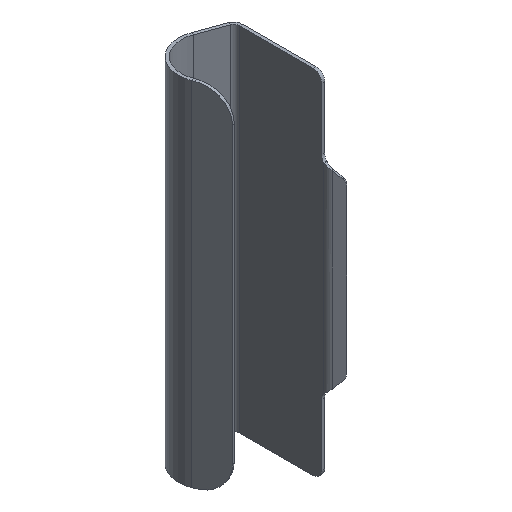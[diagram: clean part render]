
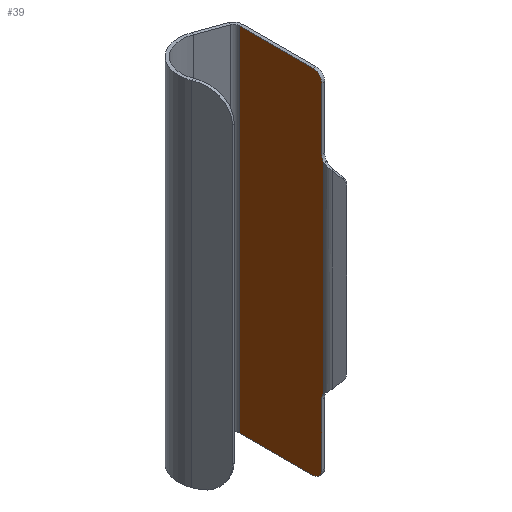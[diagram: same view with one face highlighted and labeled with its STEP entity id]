
A CAD part, isometric view. The second image highlights one B-rep face of the part: STEP entity #39.
In plain terms, the highlighted planar face has unit normal (-1, 0, 0).
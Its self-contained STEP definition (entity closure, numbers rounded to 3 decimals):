
#39 = ADVANCED_FACE ( 'NONE', ( #953 ), #1093, .F. ) ;
#148 = CARTESIAN_POINT ( 'NONE',  ( -0.5, 14.719, 0. ) ) ;
#165 = CARTESIAN_POINT ( 'NONE',  ( -0.5, 0.765, 58.5 ) ) ;
#176 = CARTESIAN_POINT ( 'NONE',  ( -0.5, 0.765, 1.5 ) ) ;
#181 = CARTESIAN_POINT ( 'NONE',  ( -0.5, 0.765, 12. ) ) ;
#191 = CARTESIAN_POINT ( 'NONE',  ( -0.5, 14.719, 60. ) ) ;
#193 = CARTESIAN_POINT ( 'NONE',  ( -0.5, 0.765, 48. ) ) ;
#200 = CARTESIAN_POINT ( 'NONE',  ( -0.5, 2.265, 60. ) ) ;
#201 = CARTESIAN_POINT ( 'NONE',  ( -0.5, 0.414, 47.036 ) ) ;
#207 = CARTESIAN_POINT ( 'NONE',  ( -0.5, 2.265, 0. ) ) ;
#213 = CARTESIAN_POINT ( 'NONE',  ( -0.5, 0.414, 12.964 ) ) ;
#254 = AXIS2_PLACEMENT_3D ( 'NONE', #1088, #1090, #1091 ) ;
#267 = AXIS2_PLACEMENT_3D ( 'NONE', #1182, #1238, #1181 ) ;
#268 = AXIS2_PLACEMENT_3D ( 'NONE', #1178, #1240, #1242 ) ;
#272 = AXIS2_PLACEMENT_3D ( 'NONE', #1266, #1263, #1250 ) ;
#273 = AXIS2_PLACEMENT_3D ( 'NONE', #1259, #1256, #1248 ) ;
#326 = EDGE_CURVE ( 'NONE', #841, #856, #764, .T. ) ;
#327 = EDGE_CURVE ( 'NONE', #860, #854, #765, .T. ) ;
#333 = EDGE_CURVE ( 'NONE', #854, #967, #756, .T. ) ;
#334 = EDGE_CURVE ( 'NONE', #942, #841, #752, .T. ) ;
#343 = EDGE_CURVE ( 'NONE', #851, #859, #1006, .T. ) ;
#346 = EDGE_CURVE ( 'NONE', #947, #864, #979, .T. ) ;
#347 = EDGE_CURVE ( 'NONE', #864, #942, #1022, .T. ) ;
#348 = EDGE_CURVE ( 'NONE', #860, #856, #970, .T. ) ;
#349 = EDGE_CURVE ( 'NONE', #967, #859, #978, .T. ) ;
#350 = EDGE_CURVE ( 'NONE', #851, #947, #1029, .T. ) ;
#413 = ORIENTED_EDGE ( 'NONE', *, *, #326, .T. ) ;
#414 = ORIENTED_EDGE ( 'NONE', *, *, #348, .F. ) ;
#415 = ORIENTED_EDGE ( 'NONE', *, *, #347, .T. ) ;
#417 = ORIENTED_EDGE ( 'NONE', *, *, #346, .T. ) ;
#543 = ORIENTED_EDGE ( 'NONE', *, *, #349, .T. ) ;
#547 = ORIENTED_EDGE ( 'NONE', *, *, #327, .T. ) ;
#548 = ORIENTED_EDGE ( 'NONE', *, *, #343, .F. ) ;
#550 = ORIENTED_EDGE ( 'NONE', *, *, #350, .T. ) ;
#551 = ORIENTED_EDGE ( 'NONE', *, *, #333, .T. ) ;
#559 = ORIENTED_EDGE ( 'NONE', *, *, #334, .T. ) ;
#752 = LINE ( 'NONE', #1198, #1014 ) ;
#753 = VECTOR ( 'NONE', #1223, 1000. ) ;
#756 = LINE ( 'NONE', #1224, #753 ) ;
#764 = CIRCLE ( 'NONE', #267, 1.5 ) ;
#765 = CIRCLE ( 'NONE', #268, 1.5 ) ;
#841 = VERTEX_POINT ( 'NONE', #181 ) ;
#851 = VERTEX_POINT ( 'NONE', #191 ) ;
#854 = VERTEX_POINT ( 'NONE', #193 ) ;
#856 = VERTEX_POINT ( 'NONE', #213 ) ;
#859 = VERTEX_POINT ( 'NONE', #200 ) ;
#860 = VERTEX_POINT ( 'NONE', #201 ) ;
#864 = VERTEX_POINT ( 'NONE', #207 ) ;
#893 = EDGE_LOOP ( 'NONE', ( #417, #415, #559, #413, #414, #547, #551, #543, #548, #550 ) ) ;
#942 = VERTEX_POINT ( 'NONE', #176 ) ;
#947 = VERTEX_POINT ( 'NONE', #148 ) ;
#953 = FACE_OUTER_BOUND ( 'NONE', #893, .T. ) ;
#967 = VERTEX_POINT ( 'NONE', #165 ) ;
#970 = LINE ( 'NONE', #1262, #986 ) ;
#978 = CIRCLE ( 'NONE', #273, 1.5 ) ;
#979 = LINE ( 'NONE', #1252, #1001 ) ;
#986 = VECTOR ( 'NONE', #1251, 1000. ) ;
#993 = VECTOR ( 'NONE', #1244, 1000. ) ;
#1001 = VECTOR ( 'NONE', #1258, 1000. ) ;
#1003 = VECTOR ( 'NONE', #1254, 1000. ) ;
#1006 = LINE ( 'NONE', #1261, #1003 ) ;
#1014 = VECTOR ( 'NONE', #1120, 1000. ) ;
#1022 = CIRCLE ( 'NONE', #272, 1.5 ) ;
#1029 = LINE ( 'NONE', #1267, #993 ) ;
#1088 = CARTESIAN_POINT ( 'NONE',  ( -0.5, 14.719, 60. ) ) ;
#1090 = DIRECTION ( 'NONE',  ( 1., 0., 0. ) ) ;
#1091 = DIRECTION ( 'NONE',  ( 0., 1., 0. ) ) ;
#1093 = PLANE ( 'NONE',  #254 ) ;
#1120 = DIRECTION ( 'NONE',  ( 0., 0., 1. ) ) ;
#1178 = CARTESIAN_POINT ( 'NONE',  ( -0.5, -0.735, 48. ) ) ;
#1181 = DIRECTION ( 'NONE',  ( 0., 1., 0. ) ) ;
#1182 = CARTESIAN_POINT ( 'NONE',  ( -0.5, -0.735, 12. ) ) ;
#1198 = CARTESIAN_POINT ( 'NONE',  ( -0.5, 0.765, 60. ) ) ;
#1223 = DIRECTION ( 'NONE',  ( 0., 0., 1. ) ) ;
#1224 = CARTESIAN_POINT ( 'NONE',  ( -0.5, 0.765, 60. ) ) ;
#1238 = DIRECTION ( 'NONE',  ( 1., 0., 0. ) ) ;
#1240 = DIRECTION ( 'NONE',  ( 1., 0., 0. ) ) ;
#1242 = DIRECTION ( 'NONE',  ( 0., -1., 0. ) ) ;
#1244 = DIRECTION ( 'NONE',  ( 0., 0., -1. ) ) ;
#1248 = DIRECTION ( 'NONE',  ( 0., 1., 0. ) ) ;
#1250 = DIRECTION ( 'NONE',  ( 0., 1., 0. ) ) ;
#1251 = DIRECTION ( 'NONE',  ( 0., 0., -1. ) ) ;
#1252 = CARTESIAN_POINT ( 'NONE',  ( -0.5, 14.719, 0. ) ) ;
#1254 = DIRECTION ( 'NONE',  ( 0., -1., 0. ) ) ;
#1256 = DIRECTION ( 'NONE',  ( -1., 0., 0. ) ) ;
#1258 = DIRECTION ( 'NONE',  ( 0., -1., 0. ) ) ;
#1259 = CARTESIAN_POINT ( 'NONE',  ( -0.5, 2.265, 58.5 ) ) ;
#1261 = CARTESIAN_POINT ( 'NONE',  ( -0.5, 14.719, 60. ) ) ;
#1262 = CARTESIAN_POINT ( 'NONE',  ( -0.5, 0.414, 60. ) ) ;
#1263 = DIRECTION ( 'NONE',  ( -1., 0., 0. ) ) ;
#1266 = CARTESIAN_POINT ( 'NONE',  ( -0.5, 2.265, 1.5 ) ) ;
#1267 = CARTESIAN_POINT ( 'NONE',  ( -0.5, 14.719, 60. ) ) ;
